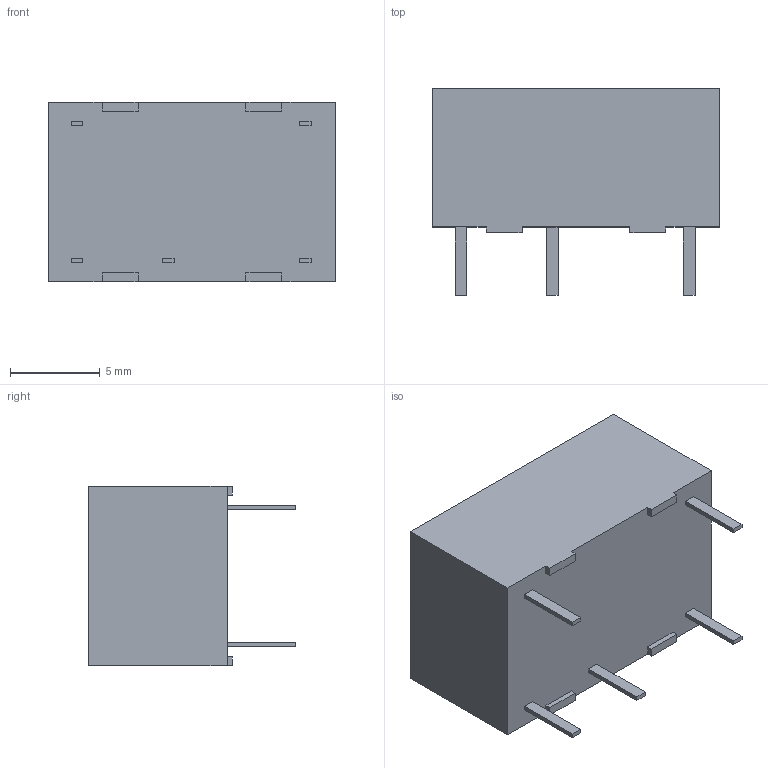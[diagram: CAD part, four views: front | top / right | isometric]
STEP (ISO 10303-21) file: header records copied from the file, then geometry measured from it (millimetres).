
FILE_DESCRIPTION (( 'STEP AP203' ), '1' );
FILE_NAME ('G6E_134P_US.step', '2014-06-25T06:27:09', ( 'OSMC1.0 ' ), ( ' ' ), 'SwSTEP 2.0', 'SolidWorks 2002025', '' );
FILE_SCHEMA (( 'CONFIG_CONTROL_DESIGN' ));
Length unit declared in the file: millimetre
Products named in the file (1): G6E_134P_US
Bounding box: 16 x 11.5 x 10 mm (x, y, z)
Volume: 1236 mm3; surface area: 761.4 mm2
Topology: 1 solids, 1 shells, 52 faces, 132 edges, 88 vertices
Faces by surface type: plane 52
Entity records: 1613 total; most frequent: CARTESIAN_POINT 273, ORIENTED_EDGE 264, DIRECTION 238, EDGE_CURVE 132, VECTOR 132, LINE 132, VERTEX_POINT 88, EDGE_LOOP 58
